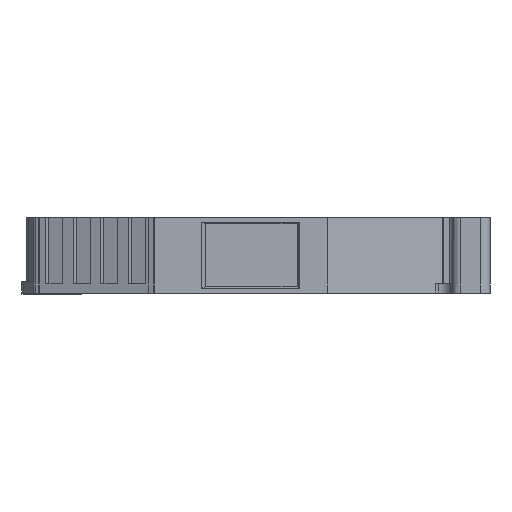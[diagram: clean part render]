
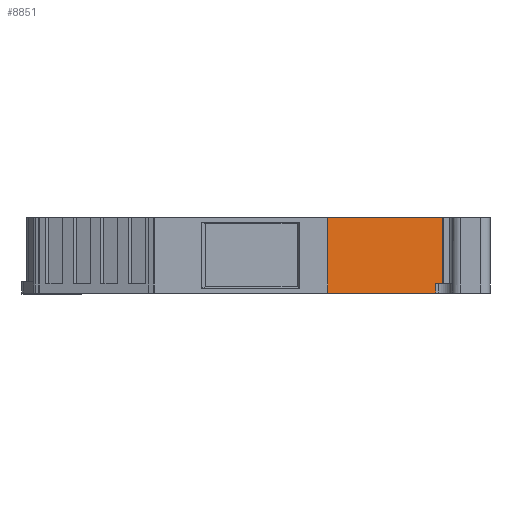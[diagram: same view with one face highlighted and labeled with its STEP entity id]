
A CAD part, left-side view. The second image highlights one B-rep face of the part: STEP entity #8851.
In plain terms, the highlighted planar face has unit normal (-0.985, -0.174, 0).
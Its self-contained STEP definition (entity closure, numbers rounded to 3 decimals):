
#13 = CARTESIAN_POINT ( 'NONE',  ( -30.167, -63.786, -70.154 ) ) ;
#59 = ORIENTED_EDGE ( 'NONE', *, *, #972, .T. ) ;
#134 = LINE ( 'NONE', #4476, #8789 ) ;
#503 = DIRECTION ( 'NONE',  ( 0., 0., 1. ) ) ;
#572 = DIRECTION ( 'NONE',  ( -0.985, -0.174, 0. ) ) ;
#588 = DIRECTION ( 'NONE',  ( 0.174, -0.985, 0. ) ) ;
#759 = CARTESIAN_POINT ( 'NONE',  ( -40.956, -2.601, -2.536 ) ) ;
#972 = EDGE_CURVE ( 'NONE', #6617, #8673, #2356, .T. ) ;
#1001 = EDGE_CURVE ( 'NONE', #6176, #6617, #6589, .T. ) ;
#1156 = VERTEX_POINT ( 'NONE', #6117 ) ;
#1960 = CARTESIAN_POINT ( 'NONE',  ( -38.942, -14.018, -1.536 ) ) ;
#2023 = AXIS2_PLACEMENT_3D ( 'NONE', #13, #572, #588 ) ;
#2126 = CARTESIAN_POINT ( 'NONE',  ( -30.167, -63.786, 5.464 ) ) ;
#2179 = VECTOR ( 'NONE', #3769, 1000. ) ;
#2356 = LINE ( 'NONE', #9413, #8803 ) ;
#2496 = DIRECTION ( 'NONE',  ( 0., 0., 1. ) ) ;
#2825 = EDGE_CURVE ( 'NONE', #9017, #1156, #4573, .T. ) ;
#3586 = ORIENTED_EDGE ( 'NONE', *, *, #3682, .F. ) ;
#3682 = EDGE_CURVE ( 'NONE', #6176, #8424, #5820, .T. ) ;
#3769 = DIRECTION ( 'NONE',  ( 0., 0., 1. ) ) ;
#3771 = CARTESIAN_POINT ( 'NONE',  ( -38.816, -14.736, -1.536 ) ) ;
#3808 = FACE_OUTER_BOUND ( 'NONE', #9628, .T. ) ;
#3852 = VECTOR ( 'NONE', #10622, 1000. ) ;
#4411 = LINE ( 'NONE', #7665, #2179 ) ;
#4476 = CARTESIAN_POINT ( 'NONE',  ( -30.167, -63.786, -2.536 ) ) ;
#4573 = LINE ( 'NONE', #5432, #8785 ) ;
#4581 = EDGE_CURVE ( 'NONE', #5899, #9017, #134, .T. ) ;
#5432 = CARTESIAN_POINT ( 'NONE',  ( -40.956, -2.601, -5.567 ) ) ;
#5605 = DIRECTION ( 'NONE',  ( -0.174, 0.985, 0. ) ) ;
#5820 = LINE ( 'NONE', #9768, #8042 ) ;
#5899 = VERTEX_POINT ( 'NONE', #6147 ) ;
#6051 = ORIENTED_EDGE ( 'NONE', *, *, #1001, .T. ) ;
#6117 = CARTESIAN_POINT ( 'NONE',  ( -40.956, -2.601, 5.464 ) ) ;
#6147 = CARTESIAN_POINT ( 'NONE',  ( -38.942, -14.018, -2.536 ) ) ;
#6175 = PLANE ( 'NONE',  #2023 ) ;
#6176 = VERTEX_POINT ( 'NONE', #3771 ) ;
#6589 = LINE ( 'NONE', #8559, #10772 ) ;
#6617 = VERTEX_POINT ( 'NONE', #8665 ) ;
#7520 = EDGE_CURVE ( 'NONE', #1156, #8673, #10550, .T. ) ;
#7665 = CARTESIAN_POINT ( 'NONE',  ( -38.942, -14.018, -70.154 ) ) ;
#8017 = ORIENTED_EDGE ( 'NONE', *, *, #10824, .T. ) ;
#8042 = VECTOR ( 'NONE', #10273, 1000. ) ;
#8424 = VERTEX_POINT ( 'NONE', #1960 ) ;
#8559 = CARTESIAN_POINT ( 'NONE',  ( -38.816, -14.736, -1.536 ) ) ;
#8665 = CARTESIAN_POINT ( 'NONE',  ( -38.816, -14.736, 5.464 ) ) ;
#8673 = VERTEX_POINT ( 'NONE', #10199 ) ;
#8777 = ORIENTED_EDGE ( 'NONE', *, *, #2825, .F. ) ;
#8785 = VECTOR ( 'NONE', #503, 1000. ) ;
#8789 = VECTOR ( 'NONE', #5605, 1000. ) ;
#8803 = VECTOR ( 'NONE', #9490, 1000. ) ;
#8851 = ADVANCED_FACE ( 'NONE', ( #3808 ), #6175, .T. ) ;
#9017 = VERTEX_POINT ( 'NONE', #759 ) ;
#9413 = CARTESIAN_POINT ( 'NONE',  ( -38.942, -14.018, 5.464 ) ) ;
#9490 = DIRECTION ( 'NONE',  ( -0.174, 0.985, 0. ) ) ;
#9628 = EDGE_LOOP ( 'NONE', ( #10671, #8017, #3586, #6051, #59, #10225, #8777 ) ) ;
#9768 = CARTESIAN_POINT ( 'NONE',  ( -38.942, -14.018, -1.536 ) ) ;
#10199 = CARTESIAN_POINT ( 'NONE',  ( -38.942, -14.018, 5.464 ) ) ;
#10225 = ORIENTED_EDGE ( 'NONE', *, *, #7520, .F. ) ;
#10273 = DIRECTION ( 'NONE',  ( -0.174, 0.985, 0. ) ) ;
#10550 = LINE ( 'NONE', #2126, #3852 ) ;
#10622 = DIRECTION ( 'NONE',  ( 0.174, -0.985, 0. ) ) ;
#10671 = ORIENTED_EDGE ( 'NONE', *, *, #4581, .F. ) ;
#10772 = VECTOR ( 'NONE', #2496, 1000. ) ;
#10824 = EDGE_CURVE ( 'NONE', #5899, #8424, #4411, .T. ) ;
